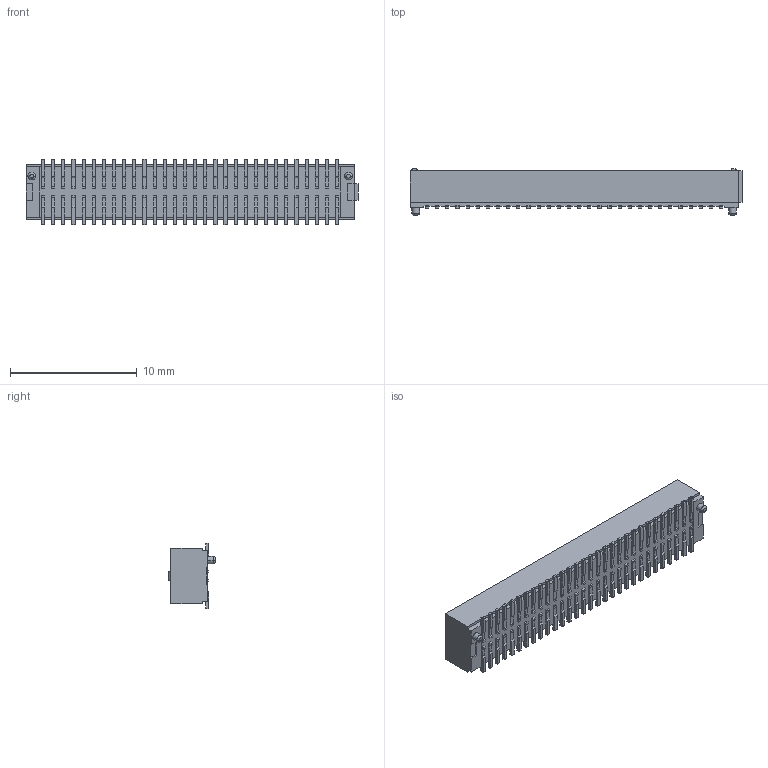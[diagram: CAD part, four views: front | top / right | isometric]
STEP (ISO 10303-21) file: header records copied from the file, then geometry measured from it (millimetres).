
FILE_DESCRIPTION((''),'2;1');
FILE_NAME('FBB08001-F60S1XX3XXMH30','2021-08-12T',('gongcheng6'),(''),'PRO/ENGINEER BY PARAMETRIC TECHNOLOGY CORPORATION, 2010280','PRO/ENGINEER BY PARAMETRIC TECHNOLOGY CORPORATION, 2010280','');
FILE_SCHEMA(('CONFIG_CONTROL_DESIGN'));
Length unit declared in the file: millimetre
Products named in the file (1): FBB08001-F60S1XX3XXMH30
Bounding box: 26.2 x 3.65 x 5.2 mm (x, y, z)
Volume: 242.1 mm3; surface area: 730 mm2
Topology: 1 solids, 1 shells, 1980 faces, 5552 edges, 3700 vertices
Faces by surface type: plane 1488, cylinder 488, torus 4
Entity records: 63386 total; most frequent: CARTESIAN_POINT 11232, ORIENTED_EDGE 11104, DIRECTION 10496, EDGE_CURVE 5552, VECTOR 4568, LINE 4568, VERTEX_POINT 3700, AXIS2_PLACEMENT_3D 2964
